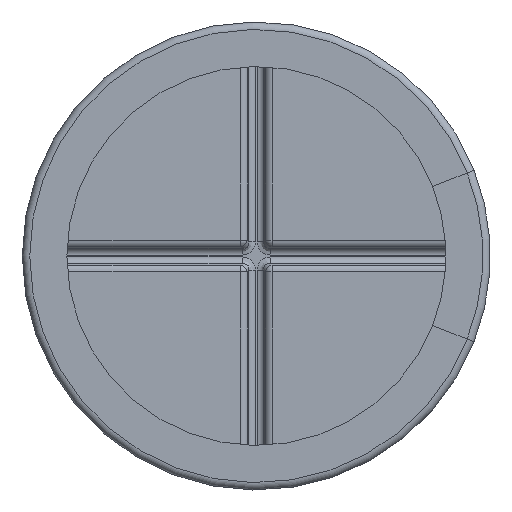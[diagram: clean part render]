
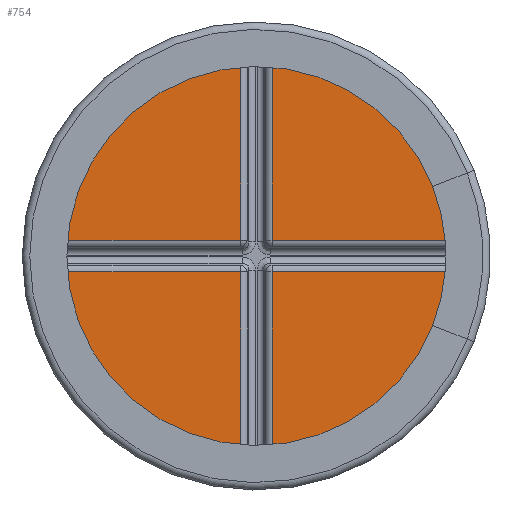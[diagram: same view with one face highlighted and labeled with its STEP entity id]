
A CAD part, front view. The second image highlights one B-rep face of the part: STEP entity #754.
In plain terms, the highlighted planar face has unit normal (0, -1, 0).
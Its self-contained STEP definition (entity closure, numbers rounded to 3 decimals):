
#127=FACE_BOUND('',#1039,.T.);
#128=FACE_BOUND('',#1040,.T.);
#684=PLANE('',#2625);
#754=ADVANCED_FACE('',(#127,#128),#684,.T.);
#1039=EDGE_LOOP('',(#1483));
#1040=EDGE_LOOP('',(#1484,#1485,#1486,#1487,#1488,#1489,#1490,#1491,#1492,
#1493,#1494,#1495));
#1171=LINE('',#3645,#1289);
#1172=LINE('',#3648,#1290);
#1173=LINE('',#3650,#1291);
#1174=LINE('',#3652,#1292);
#1175=LINE('',#3654,#1293);
#1176=LINE('',#3656,#1294);
#1177=LINE('',#3658,#1295);
#1178=LINE('',#3660,#1296);
#1179=LINE('',#3662,#1297);
#1180=LINE('',#3664,#1298);
#1181=LINE('',#3666,#1299);
#1182=LINE('',#3668,#1300);
#1289=VECTOR('',#2976,1.);
#1290=VECTOR('',#2977,1.);
#1291=VECTOR('',#2978,1.);
#1292=VECTOR('',#2979,1.);
#1293=VECTOR('',#2980,1.);
#1294=VECTOR('',#2981,1.);
#1295=VECTOR('',#2982,1.);
#1296=VECTOR('',#2983,1.);
#1297=VECTOR('',#2984,1.);
#1298=VECTOR('',#2985,1.);
#1299=VECTOR('',#2986,1.);
#1300=VECTOR('',#2987,1.);
#1483=ORIENTED_EDGE('',*,*,#2183,.F.);
#1484=ORIENTED_EDGE('',*,*,#2184,.T.);
#1485=ORIENTED_EDGE('',*,*,#2185,.T.);
#1486=ORIENTED_EDGE('',*,*,#2186,.T.);
#1487=ORIENTED_EDGE('',*,*,#2187,.T.);
#1488=ORIENTED_EDGE('',*,*,#2188,.T.);
#1489=ORIENTED_EDGE('',*,*,#2189,.T.);
#1490=ORIENTED_EDGE('',*,*,#2190,.F.);
#1491=ORIENTED_EDGE('',*,*,#2191,.T.);
#1492=ORIENTED_EDGE('',*,*,#2192,.T.);
#1493=ORIENTED_EDGE('',*,*,#2193,.F.);
#1494=ORIENTED_EDGE('',*,*,#2194,.T.);
#1495=ORIENTED_EDGE('',*,*,#2195,.T.);
#1987=VERTEX_POINT('',#3644);
#1988=VERTEX_POINT('',#3646);
#1989=VERTEX_POINT('',#3647);
#1990=VERTEX_POINT('',#3649);
#1991=VERTEX_POINT('',#3651);
#1992=VERTEX_POINT('',#3653);
#1993=VERTEX_POINT('',#3655);
#1994=VERTEX_POINT('',#3657);
#1995=VERTEX_POINT('',#3659);
#1996=VERTEX_POINT('',#3661);
#1997=VERTEX_POINT('',#3663);
#1998=VERTEX_POINT('',#3665);
#1999=VERTEX_POINT('',#3667);
#2183=EDGE_CURVE('',#1987,#1987,#2447,.T.);
#2184=EDGE_CURVE('',#1988,#1989,#1171,.T.);
#2185=EDGE_CURVE('',#1989,#1990,#1172,.T.);
#2186=EDGE_CURVE('',#1990,#1991,#1173,.T.);
#2187=EDGE_CURVE('',#1991,#1992,#1174,.T.);
#2188=EDGE_CURVE('',#1992,#1993,#1175,.T.);
#2189=EDGE_CURVE('',#1993,#1994,#1176,.T.);
#2190=EDGE_CURVE('',#1995,#1994,#1177,.T.);
#2191=EDGE_CURVE('',#1995,#1996,#1178,.T.);
#2192=EDGE_CURVE('',#1996,#1997,#1179,.T.);
#2193=EDGE_CURVE('',#1998,#1997,#1180,.T.);
#2194=EDGE_CURVE('',#1998,#1999,#1181,.T.);
#2195=EDGE_CURVE('',#1999,#1988,#1182,.T.);
#2447=CIRCLE('',#2624,3.05);
#2624=AXIS2_PLACEMENT_3D('',#3643,#2974,#2975);
#2625=AXIS2_PLACEMENT_3D('',#3669,#2988,#2989);
#2974=DIRECTION('',(0.,1.,0.));
#2975=DIRECTION('',(0.,0.,1.));
#2976=DIRECTION('',(1.,0.,0.));
#2977=DIRECTION('',(0.,0.,-1.));
#2978=DIRECTION('',(1.,0.,0.));
#2979=DIRECTION('',(0.,0.,-1.));
#2980=DIRECTION('',(-1.,0.,0.));
#2981=DIRECTION('',(0.,0.,-1.));
#2982=DIRECTION('',(1.,0.,0.));
#2983=DIRECTION('',(0.,0.,1.));
#2984=DIRECTION('',(-1.,0.,0.));
#2985=DIRECTION('',(0.,0.,-1.));
#2986=DIRECTION('',(1.,0.,0.));
#2987=DIRECTION('',(0.,0.,1.));
#2988=DIRECTION('',(0.,-1.,0.));
#2989=DIRECTION('',(0.,0.,-1.));
#3643=CARTESIAN_POINT('',(0.,0.1,0.));
#3644=CARTESIAN_POINT('',(0.,0.1,3.05));
#3645=CARTESIAN_POINT('',(-0.15,0.1,2.7));
#3646=CARTESIAN_POINT('',(-0.212,0.1,2.7));
#3647=CARTESIAN_POINT('',(0.212,0.1,2.7));
#3648=CARTESIAN_POINT('',(0.212,0.1,3.05));
#3649=CARTESIAN_POINT('',(0.212,0.1,0.212));
#3650=CARTESIAN_POINT('',(0.,0.1,0.212));
#3651=CARTESIAN_POINT('',(2.7,0.1,0.212));
#3652=CARTESIAN_POINT('',(2.7,0.1,0.15));
#3653=CARTESIAN_POINT('',(2.7,0.1,-0.212));
#3654=CARTESIAN_POINT('',(0.,0.1,-0.212));
#3655=CARTESIAN_POINT('',(0.212,0.1,-0.212));
#3656=CARTESIAN_POINT('',(0.212,0.1,3.05));
#3657=CARTESIAN_POINT('',(0.212,0.1,-2.7));
#3658=CARTESIAN_POINT('',(-0.15,0.1,-2.7));
#3659=CARTESIAN_POINT('',(-0.212,0.1,-2.7));
#3660=CARTESIAN_POINT('',(-0.212,0.1,3.05));
#3661=CARTESIAN_POINT('',(-0.212,0.1,-0.212));
#3662=CARTESIAN_POINT('',(0.,0.1,-0.212));
#3663=CARTESIAN_POINT('',(-2.7,0.1,-0.212));
#3664=CARTESIAN_POINT('',(-2.7,0.1,0.15));
#3665=CARTESIAN_POINT('',(-2.7,0.1,0.212));
#3666=CARTESIAN_POINT('',(0.,0.1,0.212));
#3667=CARTESIAN_POINT('',(-0.212,0.1,0.212));
#3668=CARTESIAN_POINT('',(-0.212,0.1,3.05));
#3669=CARTESIAN_POINT('',(0.,0.1,3.05));
